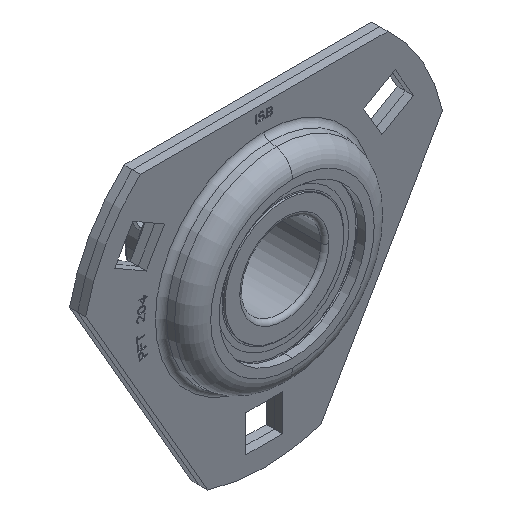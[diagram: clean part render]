
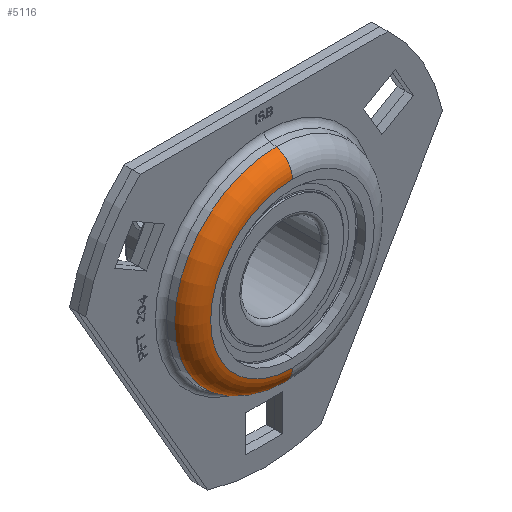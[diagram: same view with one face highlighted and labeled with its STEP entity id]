
A CAD part, isometric view. The second image highlights one B-rep face of the part: STEP entity #5116.
In plain terms, the highlighted toroidal (fillet/blend) face has major radius 20.186 mm and minor radius 5 mm.
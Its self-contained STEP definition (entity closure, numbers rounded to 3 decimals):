
#1232=CARTESIAN_POINT('',(0.,9.,0.));
#1233=DIRECTION('',(0.,-1.,0.));
#1234=DIRECTION('',(0.,0.,-1.));
#1235=AXIS2_PLACEMENT_3D('',#1232,#1233,#1234);
#1242=CARTESIAN_POINT('',(0.,4.,-20.186));
#1243=DIRECTION('',(1.,0.,0.));
#1244=DIRECTION('',(0.,0.194,-0.981));
#1245=AXIS2_PLACEMENT_3D('',#1242,#1243,#1244);
#1257=CARTESIAN_POINT('',(0.,4.972,0.));
#1258=DIRECTION('',(0.,-1.,0.));
#1259=DIRECTION('',(0.,0.,-1.));
#1260=AXIS2_PLACEMENT_3D('',#1257,#1258,#1259);
#1287=CARTESIAN_POINT('',(0.,4.,20.186));
#1288=DIRECTION('',(-1.,0.,0.));
#1289=DIRECTION('',(0.,0.194,0.981));
#1290=AXIS2_PLACEMENT_3D('',#1287,#1288,#1289);
#3172=CARTESIAN_POINT('',(0.,4.972,-25.09));
#3173=CARTESIAN_POINT('',(0.,4.972,25.09));
#3174=VERTEX_POINT('',#3172);
#3175=VERTEX_POINT('',#3173);
#3176=CARTESIAN_POINT('',(0.,9.,-20.186));
#3177=CARTESIAN_POINT('',(0.,9.,20.186));
#3178=VERTEX_POINT('',#3176);
#3179=VERTEX_POINT('',#3177);
#5102=CARTESIAN_POINT('',(0.,4.,0.));
#5103=DIRECTION('',(0.,-1.,0.));
#5104=DIRECTION('',(-0.008,0.,-1.));
#5105=AXIS2_PLACEMENT_3D('',#5102,#5103,#5104);
#5106=TOROIDAL_SURFACE('',#5105,20.186,5.);
#5108=ORIENTED_EDGE('',*,*,#5107,.T.);
#5110=ORIENTED_EDGE('',*,*,#5109,.T.);
#5111=ORIENTED_EDGE('',*,*,#5091,.F.);
#5113=ORIENTED_EDGE('',*,*,#5112,.F.);
#5114=EDGE_LOOP('',(#5108,#5110,#5111,#5113));
#5115=FACE_OUTER_BOUND('',#5114,.F.);
#5116=ADVANCED_FACE('',(#5115),#5106,.T.);
#1236=CIRCLE('',#1235,20.186);
#1246=CIRCLE('',#1245,5.);
#1261=CIRCLE('',#1260,25.09);
#1291=CIRCLE('',#1290,5.);
#5091=EDGE_CURVE('',#3178,#3179,#1236,.T.);
#5107=EDGE_CURVE('',#3174,#3175,#1261,.T.);
#5109=EDGE_CURVE('',#3175,#3179,#1291,.T.);
#5112=EDGE_CURVE('',#3174,#3178,#1246,.T.);
